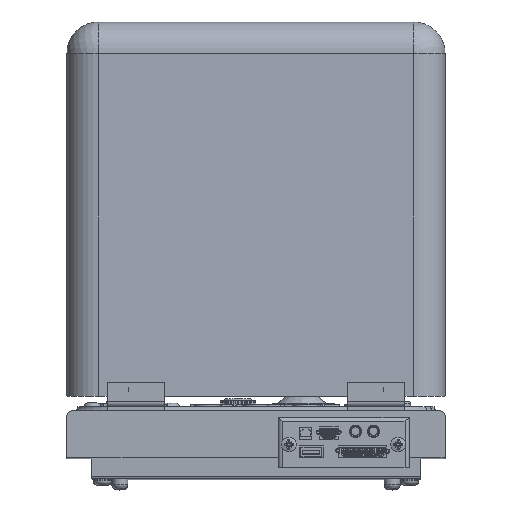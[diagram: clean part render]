
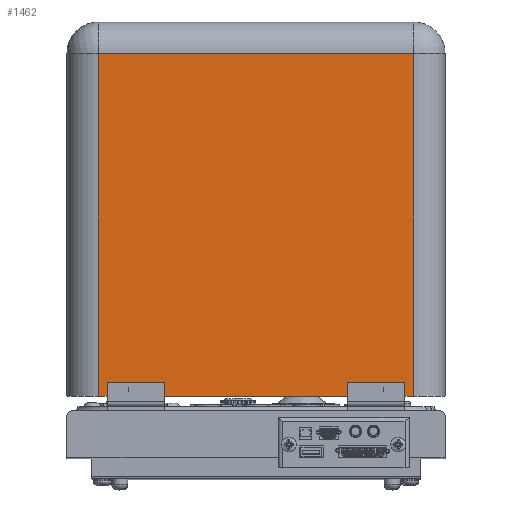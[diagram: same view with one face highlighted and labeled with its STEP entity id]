
A CAD part, top view. The second image highlights one B-rep face of the part: STEP entity #1462.
In plain terms, the highlighted planar face has unit normal (0, -0.012, 1).
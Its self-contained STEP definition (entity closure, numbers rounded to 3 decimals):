
#103 = EDGE_CURVE('',#104,#106,#108,.T.);
#104 = VERTEX_POINT('',#105);
#105 = CARTESIAN_POINT('',(-74.589,101.716,
    73.304));
#106 = VERTEX_POINT('',#107);
#107 = CARTESIAN_POINT('',(-74.589,88.301,
    73.144));
#108 = LINE('',#109,#110);
#109 = CARTESIAN_POINT('',(-74.589,177.544,74.209
    ));
#110 = VECTOR('',#111,1.);
#111 = DIRECTION('',(0.,-1.,
    -0.012));
#152 = EDGE_CURVE('',#153,#155,#157,.T.);
#153 = VERTEX_POINT('',#154);
#154 = CARTESIAN_POINT('',(-129.168,88.301,
    73.144));
#155 = VERTEX_POINT('',#156);
#156 = CARTESIAN_POINT('',(-129.168,101.716,
    73.304));
#157 = LINE('',#158,#159);
#158 = CARTESIAN_POINT('',(-129.168,184.252,
    74.289));
#159 = VECTOR('',#160,1.);
#160 = DIRECTION('',(0.,1.,
    0.012));
#204 = EDGE_CURVE('',#155,#104,#205,.T.);
#205 = LINE('',#206,#207);
#206 = CARTESIAN_POINT('',(-30.82,101.716,
    73.304));
#207 = VECTOR('',#208,1.);
#208 = DIRECTION('',(1.,0.,0.));
#226 = EDGE_CURVE('',#227,#229,#231,.T.);
#227 = VERTEX_POINT('',#228);
#228 = CARTESIAN_POINT('',(155.068,101.716,
    73.304));
#229 = VERTEX_POINT('',#230);
#230 = CARTESIAN_POINT('',(155.068,88.301,
    73.144));
#231 = LINE('',#232,#233);
#232 = CARTESIAN_POINT('',(155.068,177.544,
    74.209));
#233 = VECTOR('',#234,1.);
#234 = DIRECTION('',(0.,-1.,
    -0.012));
#278 = EDGE_CURVE('',#279,#281,#283,.T.);
#279 = VERTEX_POINT('',#280);
#280 = CARTESIAN_POINT('',(100.489,88.301,
    73.144));
#281 = VERTEX_POINT('',#282);
#282 = CARTESIAN_POINT('',(100.489,101.716,
    73.304));
#283 = LINE('',#284,#285);
#284 = CARTESIAN_POINT('',(100.489,184.252,
    74.289));
#285 = VECTOR('',#286,1.);
#286 = DIRECTION('',(0.,1.,
    0.012));
#327 = EDGE_CURVE('',#281,#227,#328,.T.);
#328 = LINE('',#329,#330);
#329 = CARTESIAN_POINT('',(84.009,101.716,
    73.304));
#330 = VECTOR('',#331,1.);
#331 = DIRECTION('',(1.,0.,0.));
#359 = VERTEX_POINT('',#360);
#360 = CARTESIAN_POINT('',(163.45,88.301,
    73.144));
#367 = EDGE_CURVE('',#229,#359,#368,.T.);
#368 = LINE('',#369,#370);
#369 = CARTESIAN_POINT('',(-167.55,88.301,
    73.144));
#370 = VECTOR('',#371,1.);
#371 = DIRECTION('',(1.,0.,0.));
#382 = EDGE_CURVE('',#383,#153,#385,.T.);
#383 = VERTEX_POINT('',#384);
#384 = CARTESIAN_POINT('',(-137.55,88.301,
    73.144));
#385 = LINE('',#386,#387);
#386 = CARTESIAN_POINT('',(-167.55,88.301,
    73.144));
#387 = VECTOR('',#388,1.);
#388 = DIRECTION('',(1.,0.,0.));
#421 = EDGE_CURVE('',#106,#279,#422,.T.);
#422 = LINE('',#423,#424);
#423 = CARTESIAN_POINT('',(-167.55,88.301,
    73.144));
#424 = VECTOR('',#425,1.);
#425 = DIRECTION('',(1.,0.,0.));
#1325 = EDGE_CURVE('',#383,#1326,#1328,.T.);
#1326 = VERTEX_POINT('',#1327);
#1327 = CARTESIAN_POINT('',(-137.55,415.277,
    77.046));
#1328 = LINE('',#1329,#1330);
#1329 = CARTESIAN_POINT('',(-137.55,177.544,
    74.209));
#1330 = VECTOR('',#1331,1.);
#1331 = DIRECTION('',(0.,1.,
    0.012));
#1350 = VERTEX_POINT('',#1351);
#1351 = CARTESIAN_POINT('',(163.45,415.277,
    77.046));
#1366 = EDGE_CURVE('',#1326,#1350,#1367,.T.);
#1367 = LINE('',#1368,#1369);
#1368 = CARTESIAN_POINT('',(-77.3,415.277,
    77.046));
#1369 = VECTOR('',#1370,1.);
#1370 = DIRECTION('',(1.,0.,0.));
#1389 = EDGE_CURVE('',#1350,#359,#1390,.T.);
#1390 = LINE('',#1391,#1392);
#1391 = CARTESIAN_POINT('',(163.45,356.032,
    76.339));
#1392 = VECTOR('',#1393,1.);
#1393 = DIRECTION('',(0.,-1.,
    -0.012));
#1462 = ADVANCED_FACE('',(#1463),#1477,.T.);
#1463 = FACE_BOUND('',#1464,.T.);
#1464 = EDGE_LOOP('',(#1465,#1466,#1467,#1468,#1469,#1470,#1471,#1472,
    #1473,#1474,#1475,#1476));
#1465 = ORIENTED_EDGE('',*,*,#103,.T.);
#1466 = ORIENTED_EDGE('',*,*,#421,.T.);
#1467 = ORIENTED_EDGE('',*,*,#278,.T.);
#1468 = ORIENTED_EDGE('',*,*,#327,.T.);
#1469 = ORIENTED_EDGE('',*,*,#226,.T.);
#1470 = ORIENTED_EDGE('',*,*,#367,.T.);
#1471 = ORIENTED_EDGE('',*,*,#1389,.F.);
#1472 = ORIENTED_EDGE('',*,*,#1366,.F.);
#1473 = ORIENTED_EDGE('',*,*,#1325,.F.);
#1474 = ORIENTED_EDGE('',*,*,#382,.T.);
#1475 = ORIENTED_EDGE('',*,*,#152,.T.);
#1476 = ORIENTED_EDGE('',*,*,#204,.T.);
#1477 = PLANE('',#1478);
#1478 = AXIS2_PLACEMENT_3D('',#1479,#1480,#1481);
#1479 = CARTESIAN_POINT('',(12.95,266.788,
    75.274));
#1480 = DIRECTION('',(0.,-0.012,
    1.));
#1481 = DIRECTION('',(0.,1.,
    0.012));
